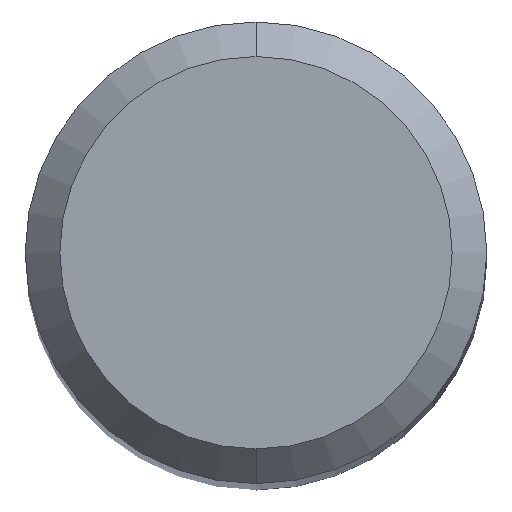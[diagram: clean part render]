
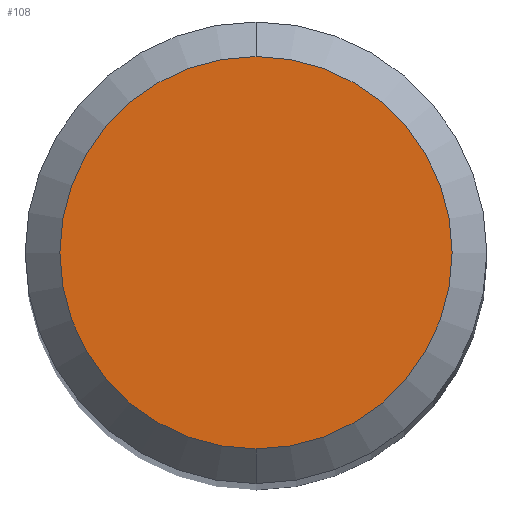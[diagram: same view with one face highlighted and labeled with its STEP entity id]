
A CAD part, top view. The second image highlights one B-rep face of the part: STEP entity #108.
In plain terms, the highlighted planar face has unit normal (0, 0, 1).
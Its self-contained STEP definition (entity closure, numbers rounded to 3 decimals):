
#108=ADVANCED_FACE('',(#273),#274,.T.);
#116=VERTEX_POINT('',#283);
#160=VERTEX_POINT('',#335);
#166=EDGE_CURVE('',#160,#116,#341,.T.);
#222=EDGE_CURVE('',#116,#160,#403,.T.);
#273=FACE_OUTER_BOUND('',#451,.T.);
#274=PLANE('',#452);
#283=CARTESIAN_POINT('',(0.,-1.7,0.0));
#335=CARTESIAN_POINT('',(0.0,1.7,0.0));
#341=CIRCLE('',#534,1.7);
#403=CIRCLE('',#616,1.7);
#451=EDGE_LOOP('',(#655,#656));
#452=AXIS2_PLACEMENT_3D('',#657,#658,#659);
#534=AXIS2_PLACEMENT_3D('',#752,#753,#754);
#616=AXIS2_PLACEMENT_3D('',#831,#832,#833);
#655=ORIENTED_EDGE('',*,*,#166,.F.);
#656=ORIENTED_EDGE('',*,*,#222,.F.);
#657=CARTESIAN_POINT('',(0.0,0.85,0.0));
#658=DIRECTION('',(-0.0,0.0,1.0));
#659=DIRECTION('',(0.0,-1.0,0.0));
#752=CARTESIAN_POINT('',(0.0,0.0,0.0));
#753=DIRECTION('',(0.0,0.0,-1.0));
#754=DIRECTION('',(0.0,1.0,0.0));
#831=CARTESIAN_POINT('',(0.0,0.0,0.0));
#832=DIRECTION('',(0.0,0.0,-1.0));
#833=DIRECTION('',(0.0,1.0,0.0));
